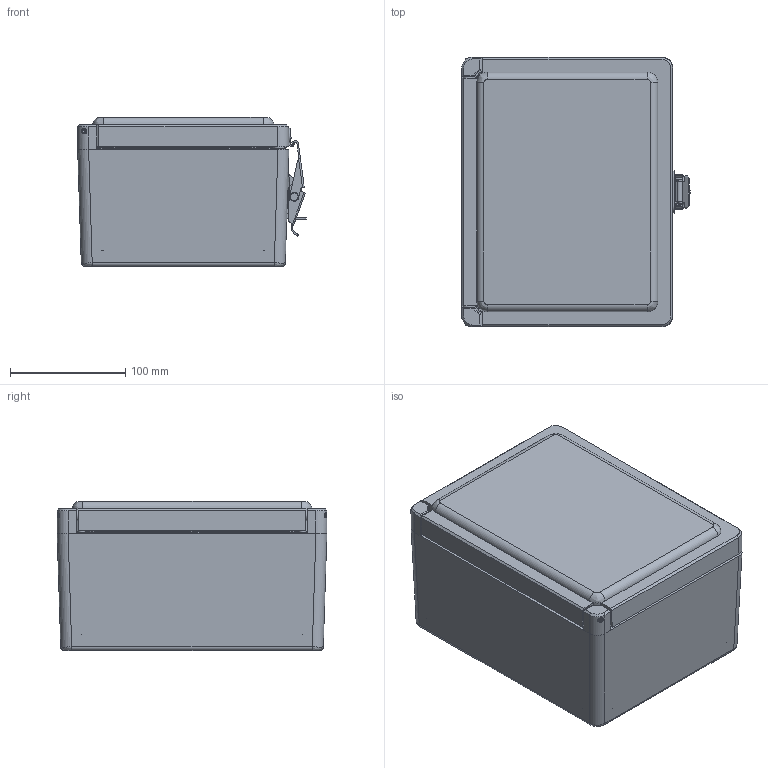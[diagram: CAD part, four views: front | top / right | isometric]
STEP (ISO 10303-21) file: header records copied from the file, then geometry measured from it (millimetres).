
FILE_DESCRIPTION(/* description */ (''),/* implementation_level */ '2;1');
FILE_NAME(/* name */ 'HW-90705CHQR.stp',/* time_stamp */ '2014-04-09T08:20:46-05:00',/* author */ ('jtigges'),/* organization */ (''),/* preprocessor_version */ 'ST-DEVELOPER v15.2',/* originating_system */ 'Autodesk Inventor 2014',/* authorisation */ '');
FILE_SCHEMA (('AUTOMOTIVE_DESIGN { 1 0 10303 214 3 1 1 }'));
Length unit declared in the file: inch
Products named in the file (22): WP907HPLBOX; 0.3125-18 X 0.563 DP BRASS INSERT; 10-32 X0.3125 DP BRASS INSERT; 10-24 X 0.625 DP BRASS INSERT; ALIGNMENT PIN; Anchor plate; Locking layer; Hook blade; LATCH HINGE; SSL hinge pin; SSL LATCH; RMRIV44; WP907HPLCVR; GASKET_907H; COVER CLIP; PUSH TACK; SS HINGE PIN; SS HINGE PIN WASHER; RMRIV46; CL907HPL_STP
Bounding box: 198.58 x 234.19 x 129.38 mm (x, y, z)
Volume: 942694.8 mm3; surface area: 429762 mm2
Topology: 30 solids, 32 shells, 1114 faces, 2704 edges, 1674 vertices
Faces by surface type: plane 435, cylinder 379, cone 112, torus 100, bspline 80, sphere 8
Full cylindrical faces by diameter (mm): 2.235 x2, 2.42 x2, 2.438 x2, 2.489 x2, 2.64 x4, 3.048 x1, 3.302 x2, 3.429 x9, 3.556 x10, 3.683 x2, 3.962 x4, 3.969 x4, 4.306 x2, 4.52 x4, 4.547 x2, 4.7 x11, 4.762 x3, 4.763 x1, 5.556 x2, 5.84 x2, 5.944 x2, 7.1 x2, 7.144 x12, 7.6 x1, 7.62 x2, 7.938 x4, 9.42 x2, 9.525 x3, 13.494 x8
Entity records: 37119 total; most frequent: CARTESIAN_POINT 12001, DIRECTION 5473, ORIENTED_EDGE 4882, EDGE_CURVE 2441, AXIS2_PLACEMENT_3D 2113, VERTEX_POINT 1552, LINE 1247, VECTOR 1247
